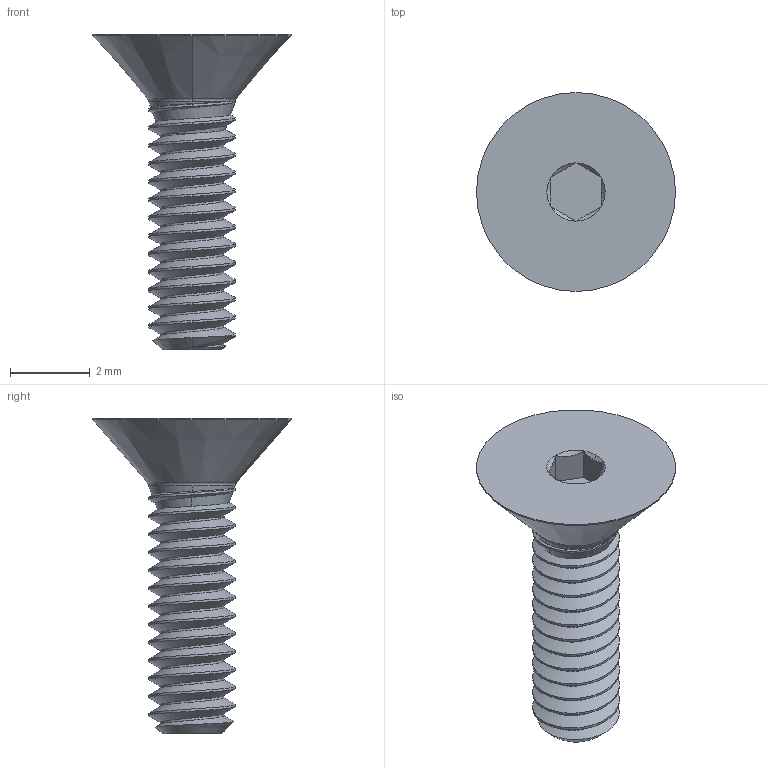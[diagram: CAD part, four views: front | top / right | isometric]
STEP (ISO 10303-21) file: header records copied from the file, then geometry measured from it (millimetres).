
FILE_DESCRIPTION (( 'STEP AP203' ), '1' );
FILE_NAME ('92210A078_18-8 Stainless Steel Hex Drive Flat Head Screw.STEP', '2022-08-30T19:36:20', ( 'Administrator' ), ( 'Managed by Terraform' ), 'SwSTEP 2.0', 'SolidWorks 2017', '' );
FILE_SCHEMA (( 'CONFIG_CONTROL_DESIGN' ));
Length unit declared in the file: inch
Products named in the file (1): 92210A078_18-8 Stainless Steel Hex Drive Flat Head Screw
Bounding box: 5 x 5 x 7.94 mm (x, y, z)
Volume: 34.8 mm3; surface area: 113 mm2
Topology: 1 solids, 1 shells, 60 faces, 153 edges, 96 vertices
Faces by surface type: cylinder 29, cone 17, plane 9, bspline 3, torus 2
Entity records: 3702 total; most frequent: CARTESIAN_POINT 2385, ORIENTED_EDGE 306, DIRECTION 212, EDGE_CURVE 153, VERTEX_POINT 96, AXIS2_PLACEMENT_3D 81, EDGE_LOOP 61, FACE_OUTER_BOUND 60
